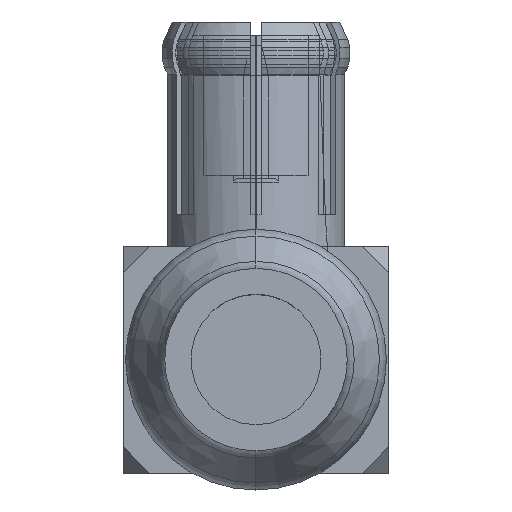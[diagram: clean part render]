
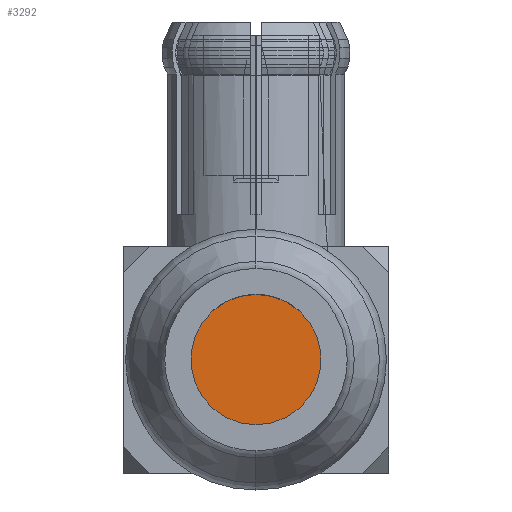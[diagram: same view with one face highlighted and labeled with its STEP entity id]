
A CAD part, front view. The second image highlights one B-rep face of the part: STEP entity #3292.
In plain terms, the highlighted planar face has unit normal (0, -1, 0).
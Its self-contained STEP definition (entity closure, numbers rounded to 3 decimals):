
#240 = DIRECTION ( 'NONE',  ( 0., 1., 0. ) ) ;
#527 = EDGE_CURVE ( 'Defeature ausgef�hrt2_9+Defeature ausgef�hrt2_8+Defeature ausgef�hrt2_8+Defeature ausgef�hrt2_8', #6404, #6083, #623, .T. ) ;
#533 = CARTESIAN_POINT ( 'NONE',  ( 0., -787.5, 1.25 ) ) ;
#560 = DIRECTION ( 'NONE',  ( 0., 0., 1. ) ) ;
#623 = CIRCLE ( 'NONE', #6931, 1.25 ) ;
#1188 = EDGE_CURVE ( 'Defeature ausgef�hrt2_9+Defeature ausgef�hrt2_8+Defeature ausgef�hrt2_8+Defeature ausgef�hrt2_8', #6083, #6404, #2019, .T. ) ;
#1222 = CARTESIAN_POINT ( 'NONE',  ( 0., -787.5, 0. ) ) ;
#1333 = AXIS2_PLACEMENT_3D ( 'NONE', #1222, #5437, #1748 ) ;
#1748 = DIRECTION ( 'NONE',  ( 0., 0., 1. ) ) ;
#1821 = DIRECTION ( 'NONE',  ( 0., 1., 0. ) ) ;
#1868 = ORIENTED_EDGE ( 'NONE', *, *, #1188, .F. ) ;
#1936 = CARTESIAN_POINT ( 'NONE',  ( 0., -787.5, 0. ) ) ;
#2019 = CIRCLE ( 'NONE', #1333, 1.25 ) ;
#2441 = AXIS2_PLACEMENT_3D ( 'NONE', #1936, #240, #2718 ) ;
#2718 = DIRECTION ( 'NONE',  ( 0., 0., 1. ) ) ;
#3013 = EDGE_LOOP ( 'NONE', ( #1868, #7040 ) ) ;
#3292 = ADVANCED_FACE ( 'Defeature ausgef�hrt2_8', ( #4760 ), #3883, .F. ) ;
#3883 = PLANE ( 'NONE',  #2441 ) ;
#4760 = FACE_OUTER_BOUND ( 'NONE', #3013, .T. ) ;
#5437 = DIRECTION ( 'NONE',  ( 0., 1., 0. ) ) ;
#6083 = VERTEX_POINT ( 'NONE', #533 ) ;
#6404 = VERTEX_POINT ( 'NONE', #6751 ) ;
#6574 = CARTESIAN_POINT ( 'NONE',  ( 0., -787.5, 0. ) ) ;
#6751 = CARTESIAN_POINT ( 'NONE',  ( 0., -787.5, -1.25 ) ) ;
#6931 = AXIS2_PLACEMENT_3D ( 'NONE', #6574, #1821, #560 ) ;
#7040 = ORIENTED_EDGE ( 'NONE', *, *, #527, .F. ) ;
